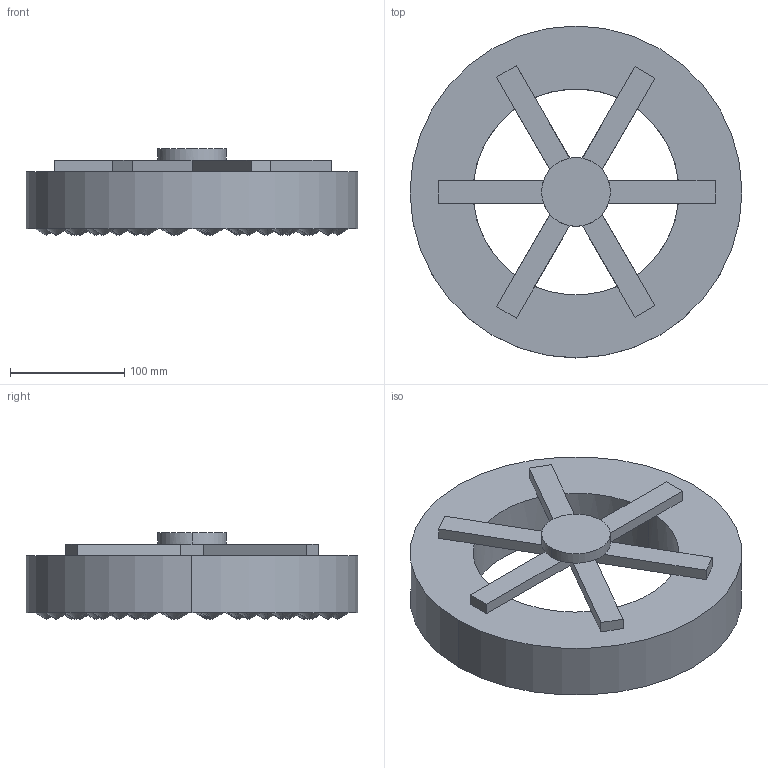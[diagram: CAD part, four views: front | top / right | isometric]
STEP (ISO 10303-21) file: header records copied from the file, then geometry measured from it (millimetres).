
FILE_DESCRIPTION (( 'STEP AP203' ), '1' );
FILE_NAME ('Part2_Default_sldprt.STEP', '2023-11-30T08:14:26', ( '' ), ( '' ), 'SwSTEP 2.0', 'SolidWorks 2022', '' );
FILE_SCHEMA (( 'CONFIG_CONTROL_DESIGN' ));
Length unit declared in the file: millimetre
Products named in the file (1): Part2_Default_sldprt
Bounding box: 290 x 290 x 75.77 mm (x, y, z)
Volume: 2222421 mm3; surface area: 193049.3 mm2
Topology: 1 solids, 1 shells, 136 faces, 408 edges, 216 vertices
Faces by surface type: cone 96, plane 34, cylinder 6
Entity records: 4021 total; most frequent: DIRECTION 718, CARTESIAN_POINT 665, ORIENTED_EDGE 624, EDGE_CURVE 312, AXIS2_PLACEMENT_3D 269, VERTEX_POINT 216, EDGE_LOOP 186, LINE 180
